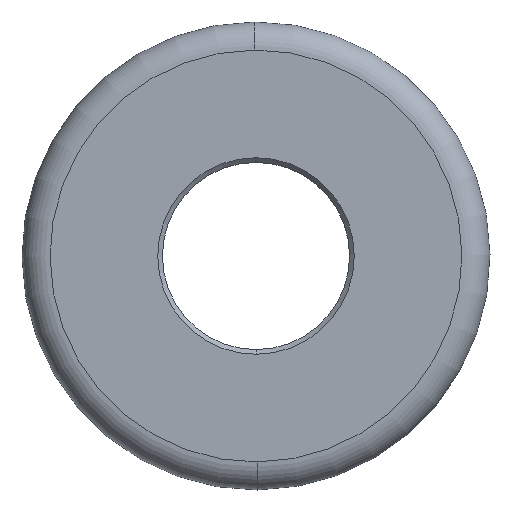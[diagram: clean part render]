
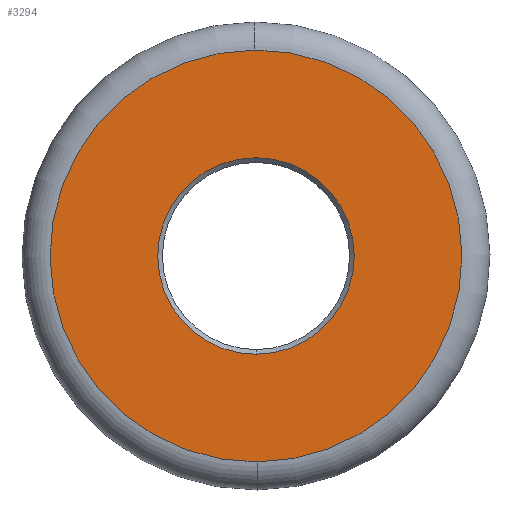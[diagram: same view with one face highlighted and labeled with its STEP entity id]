
A CAD part, front view. The second image highlights one B-rep face of the part: STEP entity #3294.
In plain terms, the highlighted planar face has unit normal (0, -1, 0).
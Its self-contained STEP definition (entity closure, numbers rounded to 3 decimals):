
#143 = CIRCLE ( 'NONE', #2652, 10.5 ) ;
#342 = DIRECTION ( 'NONE',  ( 0., 1., 0. ) ) ;
#344 = ORIENTED_EDGE ( 'NONE', *, *, #553, .T. ) ;
#479 = ORIENTED_EDGE ( 'NONE', *, *, #1377, .T. ) ;
#551 = VERTEX_POINT ( 'NONE', #2123 ) ;
#553 = EDGE_CURVE ( 'NONE', #3540, #551, #741, .T. ) ;
#626 = CARTESIAN_POINT ( 'NONE',  ( 10., 0., 0. ) ) ;
#649 = FACE_BOUND ( 'NONE', #827, .T. ) ;
#667 = AXIS2_PLACEMENT_3D ( 'NONE', #693, #1792, #3201 ) ;
#693 = CARTESIAN_POINT ( 'NONE',  ( 0., 0., 0. ) ) ;
#741 = CIRCLE ( 'NONE', #2785, 22. ) ;
#817 = ORIENTED_EDGE ( 'NONE', *, *, #1641, .T. ) ;
#827 = EDGE_LOOP ( 'NONE', ( #817, #1450 ) ) ;
#839 = AXIS2_PLACEMENT_3D ( 'NONE', #626, #2920, #916 ) ;
#916 = DIRECTION ( 'NONE',  ( 0., 0., -1. ) ) ;
#1141 = CARTESIAN_POINT ( 'NONE',  ( 0., 0., -10.5 ) ) ;
#1355 = CIRCLE ( 'NONE', #667, 22. ) ;
#1377 = EDGE_CURVE ( 'NONE', #551, #3540, #1355, .T. ) ;
#1407 = DIRECTION ( 'NONE',  ( 0., 1., 0. ) ) ;
#1450 = ORIENTED_EDGE ( 'NONE', *, *, #2277, .T. ) ;
#1616 = VERTEX_POINT ( 'NONE', #2443 ) ;
#1641 = EDGE_CURVE ( 'NONE', #2677, #1616, #143, .T. ) ;
#1703 = DIRECTION ( 'NONE',  ( 0., 0., -1. ) ) ;
#1747 = DIRECTION ( 'NONE',  ( 0., 0., -1. ) ) ;
#1751 = FACE_OUTER_BOUND ( 'NONE', #3238, .T. ) ;
#1792 = DIRECTION ( 'NONE',  ( 0., -1., 0. ) ) ;
#2014 = PLANE ( 'NONE',  #839 ) ;
#2123 = CARTESIAN_POINT ( 'NONE',  ( 0., 0., -22. ) ) ;
#2208 = CIRCLE ( 'NONE', #3167, 10.5 ) ;
#2277 = EDGE_CURVE ( 'NONE', #1616, #2677, #2208, .T. ) ;
#2308 = CARTESIAN_POINT ( 'NONE',  ( 0., 0., 0. ) ) ;
#2338 = CARTESIAN_POINT ( 'NONE',  ( 0., 0., 22. ) ) ;
#2443 = CARTESIAN_POINT ( 'NONE',  ( 0., 0., 10.5 ) ) ;
#2652 = AXIS2_PLACEMENT_3D ( 'NONE', #2308, #342, #1747 ) ;
#2677 = VERTEX_POINT ( 'NONE', #1141 ) ;
#2785 = AXIS2_PLACEMENT_3D ( 'NONE', #3531, #3254, #2978 ) ;
#2920 = DIRECTION ( 'NONE',  ( 0., -1., 0. ) ) ;
#2978 = DIRECTION ( 'NONE',  ( 0., 0., -1. ) ) ;
#3095 = CARTESIAN_POINT ( 'NONE',  ( 0., 0., 0. ) ) ;
#3167 = AXIS2_PLACEMENT_3D ( 'NONE', #3095, #1407, #1703 ) ;
#3201 = DIRECTION ( 'NONE',  ( 0., 0., -1. ) ) ;
#3238 = EDGE_LOOP ( 'NONE', ( #479, #344 ) ) ;
#3254 = DIRECTION ( 'NONE',  ( 0., -1., 0. ) ) ;
#3294 = ADVANCED_FACE ( 'NONE', ( #649, #1751 ), #2014, .T. ) ;
#3531 = CARTESIAN_POINT ( 'NONE',  ( 0., 0., 0. ) ) ;
#3540 = VERTEX_POINT ( 'NONE', #2338 ) ;
